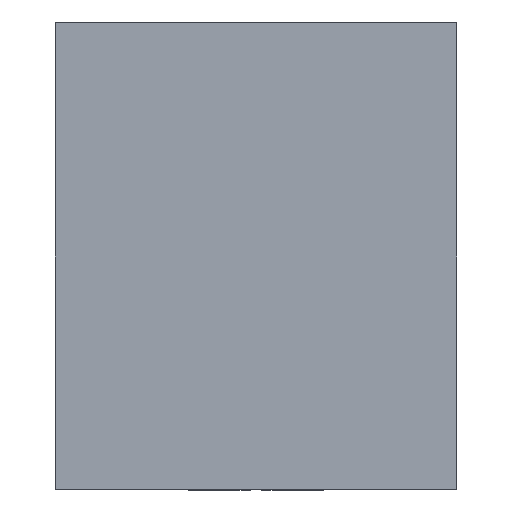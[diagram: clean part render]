
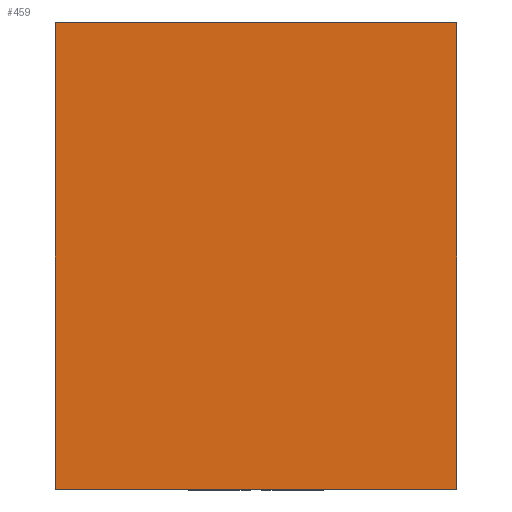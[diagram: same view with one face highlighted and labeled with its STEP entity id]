
A CAD part, left-side view. The second image highlights one B-rep face of the part: STEP entity #459.
In plain terms, the highlighted planar face has unit normal (-1, 0, 0).
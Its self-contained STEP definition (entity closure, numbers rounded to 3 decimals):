
#32=FACE_OUTER_BOUND('',#57,.T.);
#57=EDGE_LOOP('',(#333,#334,#335,#336,#337,#338,#339,#340));
#79=LINE('',#654,#136);
#97=LINE('',#694,#154);
#105=LINE('',#713,#162);
#106=LINE('',#714,#163);
#107=LINE('',#716,#164);
#108=LINE('',#718,#165);
#109=LINE('',#719,#166);
#110=LINE('',#720,#167);
#136=VECTOR('',#535,10.);
#154=VECTOR('',#563,10.);
#162=VECTOR('',#577,10.);
#163=VECTOR('',#578,10.);
#164=VECTOR('',#579,10.);
#165=VECTOR('',#580,10.);
#166=VECTOR('',#581,10.);
#167=VECTOR('',#582,10.);
#193=VERTEX_POINT('',#651);
#194=VERTEX_POINT('',#653);
#210=VERTEX_POINT('',#691);
#211=VERTEX_POINT('',#693);
#218=VERTEX_POINT('',#711);
#219=VERTEX_POINT('',#712);
#220=VERTEX_POINT('',#715);
#221=VERTEX_POINT('',#717);
#235=EDGE_CURVE('',#193,#194,#79,.T.);
#255=EDGE_CURVE('',#210,#211,#97,.T.);
#264=EDGE_CURVE('',#218,#219,#105,.T.);
#265=EDGE_CURVE('',#194,#219,#106,.T.);
#266=EDGE_CURVE('',#193,#220,#107,.T.);
#267=EDGE_CURVE('',#220,#221,#108,.T.);
#268=EDGE_CURVE('',#211,#221,#109,.T.);
#269=EDGE_CURVE('',#210,#218,#110,.T.);
#333=ORIENTED_EDGE('',*,*,#264,.T.);
#334=ORIENTED_EDGE('',*,*,#265,.F.);
#335=ORIENTED_EDGE('',*,*,#235,.F.);
#336=ORIENTED_EDGE('',*,*,#266,.T.);
#337=ORIENTED_EDGE('',*,*,#267,.T.);
#338=ORIENTED_EDGE('',*,*,#268,.F.);
#339=ORIENTED_EDGE('',*,*,#255,.F.);
#340=ORIENTED_EDGE('',*,*,#269,.T.);
#427=PLANE('',#508);
#459=ADVANCED_FACE('',(#32),#427,.F.);
#508=AXIS2_PLACEMENT_3D('',#710,#575,#576);
#535=DIRECTION('',(0.,0.,1.));
#563=DIRECTION('',(0.,0.,-1.));
#575=DIRECTION('center_axis',(1.,0.,0.));
#576=DIRECTION('ref_axis',(0.,0.,-1.));
#577=DIRECTION('',(0.,0.,1.));
#578=DIRECTION('',(0.,-1.,0.));
#579=DIRECTION('',(0.,0.,-1.));
#580=DIRECTION('',(0.,0.,-1.));
#581=DIRECTION('',(0.,1.,0.));
#582=DIRECTION('',(0.,0.,1.));
#651=CARTESIAN_POINT('',(0.,60.,-2.5));
#653=CARTESIAN_POINT('',(0.,60.,0.));
#654=CARTESIAN_POINT('',(0.,60.,-52.5));
#691=CARTESIAN_POINT('',(0.,0.,-67.5));
#693=CARTESIAN_POINT('',(0.,0.,-70.));
#694=CARTESIAN_POINT('',(0.,0.,-51.5));
#710=CARTESIAN_POINT('Origin',(0.,30.,-35.));
#711=CARTESIAN_POINT('',(0.,0.,-2.5));
#712=CARTESIAN_POINT('',(0.,0.,0.));
#713=CARTESIAN_POINT('',(0.,0.,-51.5));
#714=CARTESIAN_POINT('',(0.,30.,0.));
#715=CARTESIAN_POINT('',(0.,60.,-67.5));
#716=CARTESIAN_POINT('',(0.,60.,0.));
#717=CARTESIAN_POINT('',(0.,60.,-70.));
#718=CARTESIAN_POINT('',(0.,60.,-52.5));
#719=CARTESIAN_POINT('',(0.,30.,-70.));
#720=CARTESIAN_POINT('',(0.,0.,-70.));
